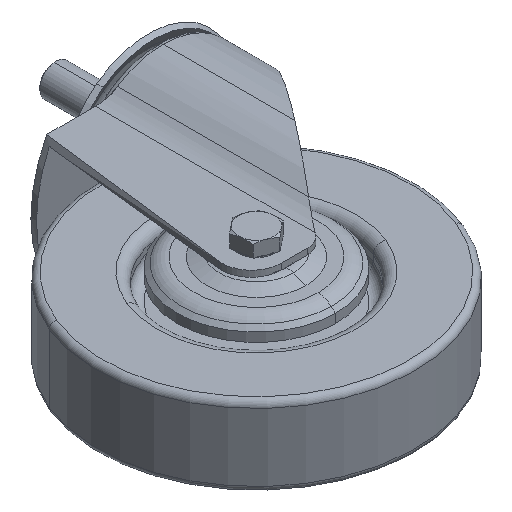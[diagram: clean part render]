
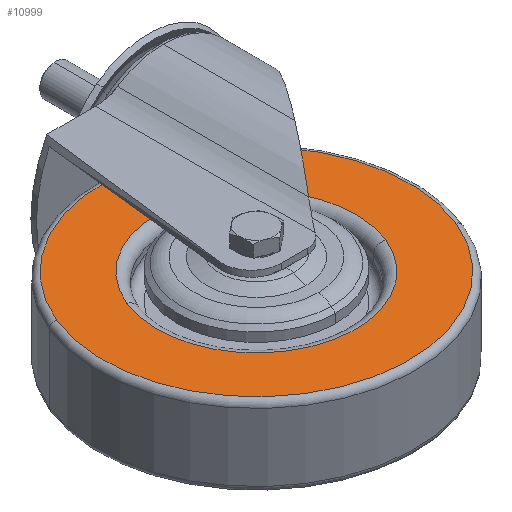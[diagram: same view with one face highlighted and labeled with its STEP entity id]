
A CAD part, isometric view. The second image highlights one B-rep face of the part: STEP entity #10999.
In plain terms, the highlighted planar face has unit normal (0, 0, 1).
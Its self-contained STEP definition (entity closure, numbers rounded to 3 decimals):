
#102 = EDGE_CURVE ( 'NONE', #1208, #8784, #6895, .T. ) ;
#128 = FACE_BOUND ( 'NONE', #6278, .T. ) ;
#533 = AXIS2_PLACEMENT_3D ( 'NONE', #3523, #7895, #994 ) ;
#980 = VERTEX_POINT ( 'NONE', #5115 ) ;
#994 = DIRECTION ( 'NONE',  ( 1., 0., 0. ) ) ;
#1208 = VERTEX_POINT ( 'NONE', #4358 ) ;
#1213 = CIRCLE ( 'NONE', #1867, 50. ) ;
#1452 = CARTESIAN_POINT ( 'NONE',  ( -50., 0., 20. ) ) ;
#1867 = AXIS2_PLACEMENT_3D ( 'NONE', #3080, #3015, #5575 ) ;
#2098 = PLANE ( 'NONE',  #6704 ) ;
#2151 = AXIS2_PLACEMENT_3D ( 'NONE', #5895, #4733, #6670 ) ;
#3015 = DIRECTION ( 'NONE',  ( 0., 0., -1. ) ) ;
#3080 = CARTESIAN_POINT ( 'NONE',  ( 0., 0., 20. ) ) ;
#3172 = CARTESIAN_POINT ( 'NONE',  ( 0., 0., 20. ) ) ;
#3458 = EDGE_CURVE ( 'NONE', #8784, #1208, #1213, .T. ) ;
#3465 = DIRECTION ( 'NONE',  ( 1., 0., 0. ) ) ;
#3523 = CARTESIAN_POINT ( 'NONE',  ( 0., 0., 20. ) ) ;
#3553 = VERTEX_POINT ( 'NONE', #6503 ) ;
#3922 = AXIS2_PLACEMENT_3D ( 'NONE', #6007, #8626, #3465 ) ;
#4073 = DIRECTION ( 'NONE',  ( 0., 0., 1. ) ) ;
#4141 = DIRECTION ( 'NONE',  ( 1., 0., 0. ) ) ;
#4358 = CARTESIAN_POINT ( 'NONE',  ( 50., 0., 20. ) ) ;
#4558 = ORIENTED_EDGE ( 'NONE', *, *, #8989, .T. ) ;
#4656 = ORIENTED_EDGE ( 'NONE', *, *, #3458, .T. ) ;
#4669 = FACE_OUTER_BOUND ( 'NONE', #9582, .T. ) ;
#4733 = DIRECTION ( 'NONE',  ( 0., 0., 1. ) ) ;
#5115 = CARTESIAN_POINT ( 'NONE',  ( 77., 0., 20. ) ) ;
#5575 = DIRECTION ( 'NONE',  ( 1., 0., 0. ) ) ;
#5708 = ORIENTED_EDGE ( 'NONE', *, *, #102, .T. ) ;
#5895 = CARTESIAN_POINT ( 'NONE',  ( 0., 0., 20. ) ) ;
#6007 = CARTESIAN_POINT ( 'NONE',  ( 0., 0., 20. ) ) ;
#6278 = EDGE_LOOP ( 'NONE', ( #5708, #4656 ) ) ;
#6503 = CARTESIAN_POINT ( 'NONE',  ( -77., 0., 20. ) ) ;
#6670 = DIRECTION ( 'NONE',  ( 1., 0., 0. ) ) ;
#6704 = AXIS2_PLACEMENT_3D ( 'NONE', #3172, #4073, #4141 ) ;
#6847 = EDGE_CURVE ( 'NONE', #980, #3553, #8682, .T. ) ;
#6895 = CIRCLE ( 'NONE', #3922, 50. ) ;
#7895 = DIRECTION ( 'NONE',  ( 0., 0., 1. ) ) ;
#8250 = CIRCLE ( 'NONE', #533, 77. ) ;
#8626 = DIRECTION ( 'NONE',  ( 0., 0., -1. ) ) ;
#8682 = CIRCLE ( 'NONE', #2151, 77. ) ;
#8784 = VERTEX_POINT ( 'NONE', #1452 ) ;
#8939 = ORIENTED_EDGE ( 'NONE', *, *, #6847, .T. ) ;
#8989 = EDGE_CURVE ( 'NONE', #3553, #980, #8250, .T. ) ;
#9582 = EDGE_LOOP ( 'NONE', ( #8939, #4558 ) ) ;
#10999 = ADVANCED_FACE ( 'NONE', ( #128, #4669 ), #2098, .T. ) ;
